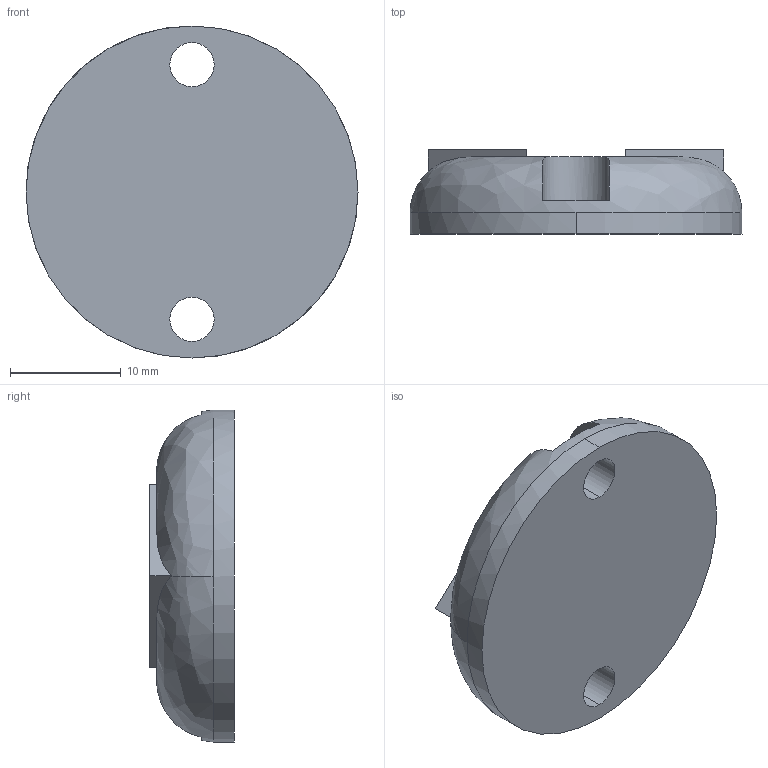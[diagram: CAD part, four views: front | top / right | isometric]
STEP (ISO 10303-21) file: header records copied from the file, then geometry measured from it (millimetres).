
FILE_DESCRIPTION (( 'STEP AP203' ), '1' );
FILE_NAME ('KNOB_CAP2.STEP', '2025-06-26T17:54:41', ( '' ), ( '' ), 'SwSTEP 2.0', 'SolidWorks 2017', '' );
FILE_SCHEMA (( 'CONFIG_CONTROL_DESIGN' ));
Length unit declared in the file: millimetre
Products named in the file (1): KNOB_CAP2
Bounding box: 30 x 7.62 x 30 mm (x, y, z)
Volume: 4239.1 mm3; surface area: 2042 mm2
Topology: 1 solids, 1 shells, 30 faces, 81 edges, 54 vertices
Faces by surface type: plane 20, cylinder 8, bspline 2
Entity records: 1144 total; most frequent: CARTESIAN_POINT 326, ORIENTED_EDGE 162, DIRECTION 143, EDGE_CURVE 81, VERTEX_POINT 54, AXIS2_PLACEMENT_3D 51, LINE 41, VECTOR 41
